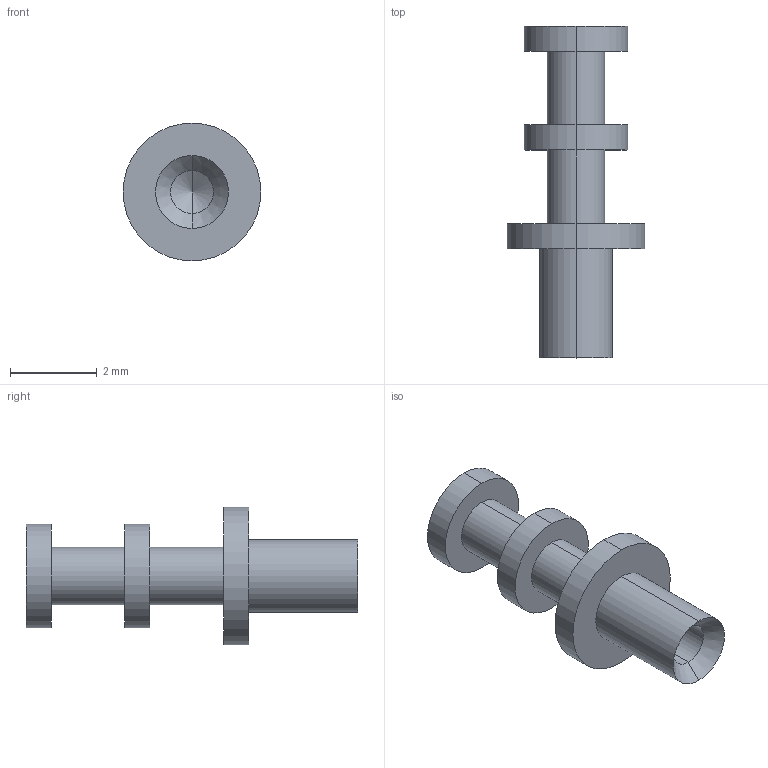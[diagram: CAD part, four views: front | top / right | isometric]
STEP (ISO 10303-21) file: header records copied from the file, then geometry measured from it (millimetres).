
FILE_DESCRIPTION (( 'STEP AP214' ), '1' );
FILE_NAME ('676AA44E-F17A-4598-B91C-5A26F938B9A4.STEP', '2023-01-27T15:55:23', ( '' ), ( '' ), 'SwSTEP 2.0', 'SolidWorks 2022', '' );
FILE_SCHEMA (( 'AUTOMOTIVE_DESIGN' ));
Length unit declared in the file: millimetre
Products named in the file (1): 676AA44E-F17A-4598-B91C-5A26F938B9A4
Bounding box: 3.18 x 7.66 x 3.18 mm (x, y, z)
Volume: 18.5 mm3; surface area: 74.8 mm2
Topology: 1 solids, 1 shells, 24 faces, 48 edges, 29 vertices
Faces by surface type: cylinder 14, plane 6, cone 4
Entity records: 652 total; most frequent: DIRECTION 124, CARTESIAN_POINT 100, ORIENTED_EDGE 92, AXIS2_PLACEMENT_3D 53, EDGE_CURVE 46, EDGE_LOOP 29, VERTEX_POINT 29, CIRCLE 28
